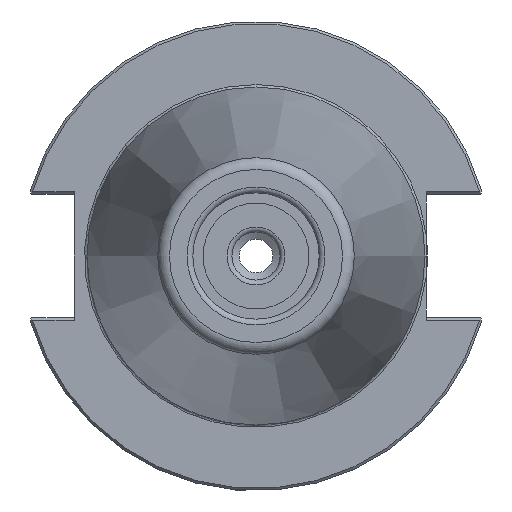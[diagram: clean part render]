
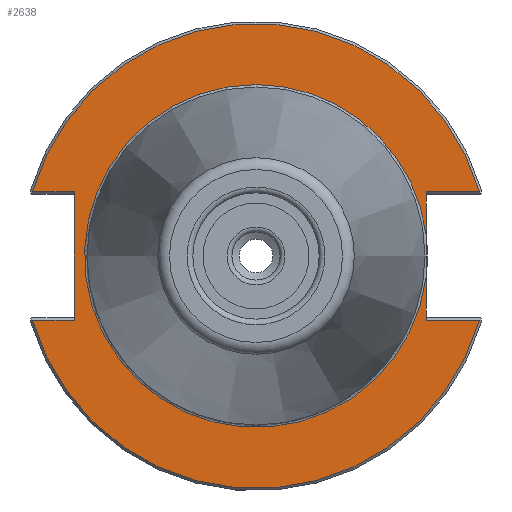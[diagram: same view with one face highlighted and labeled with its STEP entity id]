
A CAD part, left-side view. The second image highlights one B-rep face of the part: STEP entity #2638.
In plain terms, the highlighted planar face has unit normal (-1, 0, 0).
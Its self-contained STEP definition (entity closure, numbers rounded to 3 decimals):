
#146=LINE('',#4380,#276);
#149=LINE('',#4439,#279);
#150=LINE('',#4445,#280);
#151=LINE('',#4447,#281);
#152=LINE('',#4451,#282);
#153=LINE('',#4453,#283);
#154=LINE('',#4454,#284);
#276=VECTOR('',#3279,10.);
#279=VECTOR('',#3298,10.);
#280=VECTOR('',#3303,10.);
#281=VECTOR('',#3304,10.);
#282=VECTOR('',#3307,10.);
#283=VECTOR('',#3308,10.);
#284=VECTOR('',#3309,10.);
#473=FACE_OUTER_BOUND('',#617,.T.);
#617=EDGE_LOOP('',(#1845,#1846,#1847,#1848,#1849,#1850,#1851,#1852,#1853,
#1854,#1855));
#780=CIRCLE('',#2828,48.249);
#782=CIRCLE('',#2831,35.579);
#783=CIRCLE('',#2832,35.579);
#784=CIRCLE('',#2833,48.249);
#1050=VERTEX_POINT('',#4377);
#1051=VERTEX_POINT('',#4379);
#1059=VERTEX_POINT('',#4426);
#1062=VERTEX_POINT('',#4438);
#1063=VERTEX_POINT('',#4440);
#1064=VERTEX_POINT('',#4442);
#1065=VERTEX_POINT('',#4444);
#1066=VERTEX_POINT('',#4446);
#1067=VERTEX_POINT('',#4448);
#1068=VERTEX_POINT('',#4450);
#1069=VERTEX_POINT('',#4452);
#1366=EDGE_CURVE('',#1050,#1051,#146,.T.);
#1378=EDGE_CURVE('',#1051,#1059,#780,.T.);
#1382=EDGE_CURVE('',#1050,#1062,#149,.T.);
#1383=EDGE_CURVE('',#1062,#1063,#782,.T.);
#1384=EDGE_CURVE('',#1063,#1064,#783,.T.);
#1385=EDGE_CURVE('',#1064,#1065,#150,.T.);
#1386=EDGE_CURVE('',#1066,#1065,#151,.T.);
#1387=EDGE_CURVE('',#1067,#1066,#784,.T.);
#1388=EDGE_CURVE('',#1068,#1067,#152,.T.);
#1389=EDGE_CURVE('',#1068,#1069,#153,.T.);
#1390=EDGE_CURVE('',#1059,#1069,#154,.T.);
#1845=ORIENTED_EDGE('',*,*,#1366,.F.);
#1846=ORIENTED_EDGE('',*,*,#1382,.T.);
#1847=ORIENTED_EDGE('',*,*,#1383,.T.);
#1848=ORIENTED_EDGE('',*,*,#1384,.T.);
#1849=ORIENTED_EDGE('',*,*,#1385,.T.);
#1850=ORIENTED_EDGE('',*,*,#1386,.F.);
#1851=ORIENTED_EDGE('',*,*,#1387,.F.);
#1852=ORIENTED_EDGE('',*,*,#1388,.F.);
#1853=ORIENTED_EDGE('',*,*,#1389,.T.);
#1854=ORIENTED_EDGE('',*,*,#1390,.F.);
#1855=ORIENTED_EDGE('',*,*,#1378,.F.);
#2573=PLANE('',#2830);
#2638=ADVANCED_FACE('',(#473),#2573,.T.);
#2828=AXIS2_PLACEMENT_3D('',#4427,#3292,#3293);
#2830=AXIS2_PLACEMENT_3D('',#4437,#3296,#3297);
#2831=AXIS2_PLACEMENT_3D('',#4441,#3299,#3300);
#2832=AXIS2_PLACEMENT_3D('',#4443,#3301,#3302);
#2833=AXIS2_PLACEMENT_3D('',#4449,#3305,#3306);
#3279=DIRECTION('',(0.,-1.,0.));
#3292=DIRECTION('center_axis',(1.,0.,0.));
#3293=DIRECTION('ref_axis',(0.,0.,-1.));
#3296=DIRECTION('center_axis',(-1.,0.,0.));
#3297=DIRECTION('ref_axis',(0.,0.,1.));
#3298=DIRECTION('',(0.,0.,1.));
#3299=DIRECTION('center_axis',(1.,0.,0.));
#3300=DIRECTION('ref_axis',(0.,0.,-1.));
#3301=DIRECTION('center_axis',(1.,0.,0.));
#3302=DIRECTION('ref_axis',(0.,0.,-1.));
#3303=DIRECTION('',(0.,0.,1.));
#3304=DIRECTION('',(0.,1.,0.));
#3305=DIRECTION('center_axis',(1.,0.,0.));
#3306=DIRECTION('ref_axis',(0.,0.,-1.));
#3307=DIRECTION('',(0.,1.,0.));
#3308=DIRECTION('',(0.,0.,-1.));
#3309=DIRECTION('',(0.,-1.,0.));
#4377=CARTESIAN_POINT('',(1.5,-35.3,-13.325));
#4379=CARTESIAN_POINT('',(1.5,-46.373,-13.325));
#4380=CARTESIAN_POINT('',(1.5,-13.707,-13.325));
#4426=CARTESIAN_POINT('',(1.5,46.373,-13.325));
#4427=CARTESIAN_POINT('Origin',(1.5,0.,0.));
#4437=CARTESIAN_POINT('Origin',(1.5,48.249,0.));
#4438=CARTESIAN_POINT('',(1.5,-35.3,-4.449));
#4439=CARTESIAN_POINT('',(1.5,-35.3,-6.413));
#4440=CARTESIAN_POINT('',(1.5,0.,35.579));
#4441=CARTESIAN_POINT('Origin',(1.5,0.,0.));
#4442=CARTESIAN_POINT('',(1.5,-35.3,4.449));
#4443=CARTESIAN_POINT('Origin',(1.5,0.,0.));
#4444=CARTESIAN_POINT('',(1.5,-35.3,13.325));
#4445=CARTESIAN_POINT('',(1.5,-35.3,-6.413));
#4446=CARTESIAN_POINT('',(1.5,-46.373,13.325));
#4447=CARTESIAN_POINT('',(1.5,6.475,13.325));
#4448=CARTESIAN_POINT('',(1.5,46.373,13.325));
#4449=CARTESIAN_POINT('Origin',(1.5,0.,0.));
#4450=CARTESIAN_POINT('',(1.5,37.7,13.325));
#4451=CARTESIAN_POINT('',(1.5,61.395,13.325));
#4452=CARTESIAN_POINT('',(1.5,37.7,-13.325));
#4453=CARTESIAN_POINT('',(1.5,37.7,6.413));
#4454=CARTESIAN_POINT('',(1.5,42.975,-13.325));
